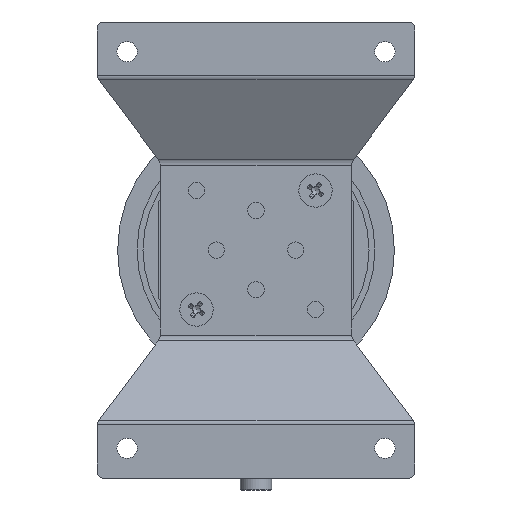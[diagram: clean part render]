
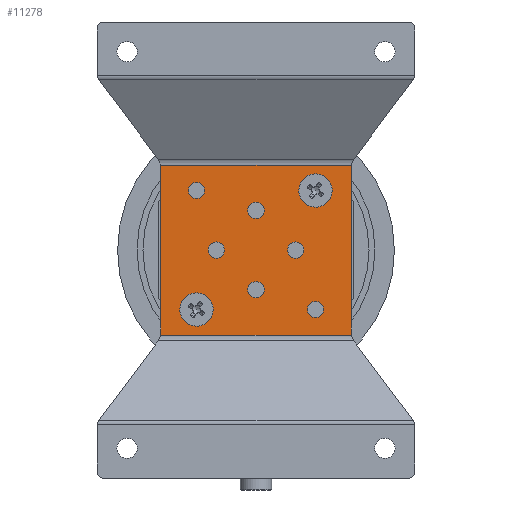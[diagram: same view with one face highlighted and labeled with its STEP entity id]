
A CAD part, front view. The second image highlights one B-rep face of the part: STEP entity #11278.
In plain terms, the highlighted planar face has unit normal (0, -1, 0).
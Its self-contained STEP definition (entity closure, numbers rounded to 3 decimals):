
#352=LINE('',#22923,#1064);
#372=LINE('',#23079,#1084);
#380=LINE('',#23128,#1092);
#386=LINE('',#23173,#1098);
#1064=VECTOR('',#18302,1000.);
#1084=VECTOR('',#18358,1000.);
#1092=VECTOR('',#18376,1000.);
#1098=VECTOR('',#18392,1000.);
#2081=PLANE('',#16190);
#3604=ORIENTED_EDGE('',*,*,#6087,.T.);
#3605=ORIENTED_EDGE('',*,*,#6089,.T.);
#3606=ORIENTED_EDGE('',*,*,#6091,.T.);
#3607=ORIENTED_EDGE('',*,*,#6093,.T.);
#3608=ORIENTED_EDGE('',*,*,#6095,.T.);
#3609=ORIENTED_EDGE('',*,*,#6097,.T.);
#3610=ORIENTED_EDGE('',*,*,#6099,.T.);
#3611=ORIENTED_EDGE('',*,*,#6101,.T.);
#3612=ORIENTED_EDGE('',*,*,#6166,.F.);
#3613=ORIENTED_EDGE('',*,*,#6156,.F.);
#3614=ORIENTED_EDGE('',*,*,#6122,.F.);
#3615=ORIENTED_EDGE('',*,*,#6174,.T.);
#6087=EDGE_CURVE('',#7519,#7519,#8406,.T.);
#6089=EDGE_CURVE('',#7521,#7521,#8408,.T.);
#6091=EDGE_CURVE('',#7523,#7523,#8410,.T.);
#6093=EDGE_CURVE('',#7525,#7525,#8412,.T.);
#6095=EDGE_CURVE('',#7527,#7527,#8414,.T.);
#6097=EDGE_CURVE('',#7529,#7529,#8416,.T.);
#6099=EDGE_CURVE('',#7531,#7531,#8418,.T.);
#6101=EDGE_CURVE('',#7533,#7533,#8420,.T.);
#6122=EDGE_CURVE('',#7545,#7546,#352,.T.);
#6156=EDGE_CURVE('',#7546,#7569,#372,.T.);
#6166=EDGE_CURVE('',#7569,#7572,#380,.T.);
#6174=EDGE_CURVE('',#7545,#7572,#386,.T.);
#7519=VERTEX_POINT('',#22757);
#7521=VERTEX_POINT('',#22762);
#7523=VERTEX_POINT('',#22767);
#7525=VERTEX_POINT('',#22772);
#7527=VERTEX_POINT('',#22777);
#7529=VERTEX_POINT('',#22782);
#7531=VERTEX_POINT('',#22787);
#7533=VERTEX_POINT('',#22792);
#7545=VERTEX_POINT('',#22914);
#7546=VERTEX_POINT('',#22922);
#7569=VERTEX_POINT('',#23080);
#7572=VERTEX_POINT('',#23127);
#8406=CIRCLE('',#16132,2.05);
#8408=CIRCLE('',#16135,2.05);
#8410=CIRCLE('',#16138,2.05);
#8412=CIRCLE('',#16141,2.05);
#8414=CIRCLE('',#16144,2.05);
#8416=CIRCLE('',#16147,2.05);
#8418=CIRCLE('',#16150,2.05);
#8420=CIRCLE('',#16153,2.05);
#9301=EDGE_LOOP('',(#3604));
#9302=EDGE_LOOP('',(#3605));
#9303=EDGE_LOOP('',(#3606));
#9304=EDGE_LOOP('',(#3607));
#9305=EDGE_LOOP('',(#3608));
#9306=EDGE_LOOP('',(#3609));
#9307=EDGE_LOOP('',(#3610));
#9308=EDGE_LOOP('',(#3611));
#9309=EDGE_LOOP('',(#3612,#3613,#3614,#3615));
#10254=FACE_BOUND('',#9301,.T.);
#10255=FACE_BOUND('',#9302,.T.);
#10256=FACE_BOUND('',#9303,.T.);
#10257=FACE_BOUND('',#9304,.T.);
#10258=FACE_BOUND('',#9305,.T.);
#10259=FACE_BOUND('',#9306,.T.);
#10260=FACE_BOUND('',#9307,.T.);
#10261=FACE_BOUND('',#9308,.T.);
#10262=FACE_BOUND('',#9309,.T.);
#11278=ADVANCED_FACE('',(#10254,#10255,#10256,#10257,#10258,#10259,#10260,
#10261,#10262),#2081,.F.);
#16132=AXIS2_PLACEMENT_3D('',#22756,#18229,#18230);
#16135=AXIS2_PLACEMENT_3D('',#22761,#18235,#18236);
#16138=AXIS2_PLACEMENT_3D('',#22766,#18241,#18242);
#16141=AXIS2_PLACEMENT_3D('',#22771,#18247,#18248);
#16144=AXIS2_PLACEMENT_3D('',#22776,#18253,#18254);
#16147=AXIS2_PLACEMENT_3D('',#22781,#18259,#18260);
#16150=AXIS2_PLACEMENT_3D('',#22786,#18265,#18266);
#16153=AXIS2_PLACEMENT_3D('',#22791,#18271,#18272);
#16190=AXIS2_PLACEMENT_3D('',#23174,#18393,#18394);
#18229=DIRECTION('',(0.,1.,0.));
#18230=DIRECTION('',(0.,0.,-1.));
#18235=DIRECTION('',(0.,1.,0.));
#18236=DIRECTION('',(0.,0.,-1.));
#18241=DIRECTION('',(0.,1.,0.));
#18242=DIRECTION('',(0.,0.,-1.));
#18247=DIRECTION('',(0.,1.,0.));
#18248=DIRECTION('',(0.,0.,-1.));
#18253=DIRECTION('',(0.,1.,0.));
#18254=DIRECTION('',(0.,0.,1.));
#18259=DIRECTION('',(0.,1.,0.));
#18260=DIRECTION('',(0.,0.,1.));
#18265=DIRECTION('',(0.,1.,0.));
#18266=DIRECTION('',(0.,0.,1.));
#18271=DIRECTION('',(0.,1.,0.));
#18272=DIRECTION('',(0.,0.,1.));
#18302=DIRECTION('',(0.,0.,-1.));
#18358=DIRECTION('',(-1.,0.,0.));
#18376=DIRECTION('',(0.,0.,1.));
#18392=DIRECTION('',(-1.,0.,0.));
#18393=DIRECTION('',(0.,1.,0.));
#18394=DIRECTION('',(1.,0.,0.));
#22756=CARTESIAN_POINT('',(10.,0.,0.));
#22757=CARTESIAN_POINT('',(10.,0.,-2.05));
#22761=CARTESIAN_POINT('',(0.,0.,-10.));
#22762=CARTESIAN_POINT('',(0.,0.,-12.05));
#22766=CARTESIAN_POINT('',(0.,0.,10.));
#22767=CARTESIAN_POINT('',(0.,0.,7.95));
#22771=CARTESIAN_POINT('',(-10.,0.,0.));
#22772=CARTESIAN_POINT('',(-10.,0.,-2.05));
#22776=CARTESIAN_POINT('',(-15.,0.,-15.));
#22777=CARTESIAN_POINT('',(-15.,0.,-12.95));
#22781=CARTESIAN_POINT('',(15.,0.,-15.));
#22782=CARTESIAN_POINT('',(15.,0.,-12.95));
#22786=CARTESIAN_POINT('',(-15.,0.,15.));
#22787=CARTESIAN_POINT('',(-15.,0.,17.05));
#22791=CARTESIAN_POINT('',(15.,0.,15.));
#22792=CARTESIAN_POINT('',(15.,0.,17.05));
#22914=CARTESIAN_POINT('',(24.,0.,21.428));
#22922=CARTESIAN_POINT('',(24.,0.,-21.428));
#22923=CARTESIAN_POINT('',(24.,0.,21.428));
#23079=CARTESIAN_POINT('',(24.,0.,-21.428));
#23080=CARTESIAN_POINT('',(-24.,0.,-21.428));
#23127=CARTESIAN_POINT('',(-24.,0.,21.428));
#23128=CARTESIAN_POINT('',(-24.,0.,-21.428));
#23173=CARTESIAN_POINT('',(24.,0.,21.428));
#23174=CARTESIAN_POINT('',(0.,0.,0.));
